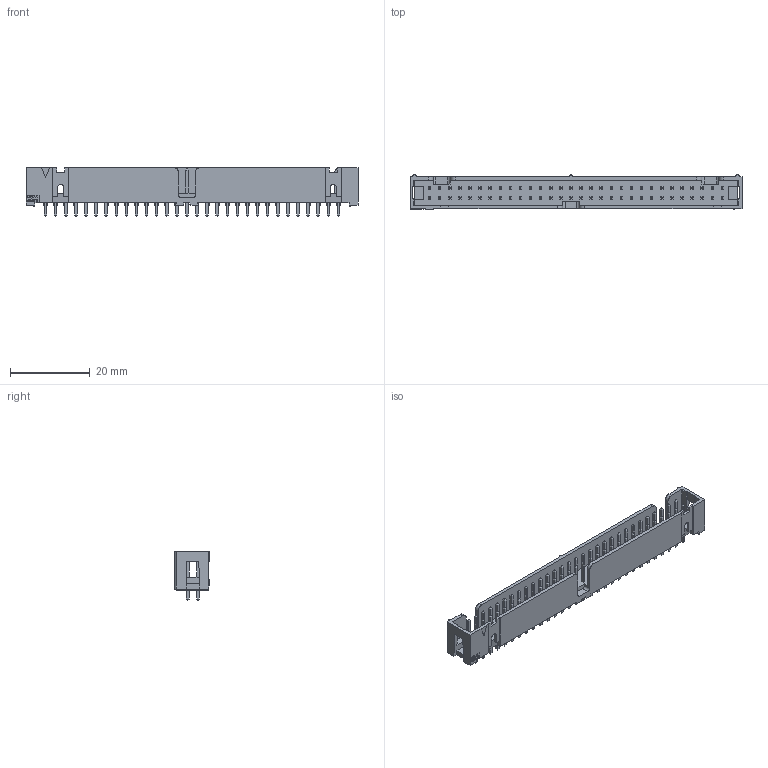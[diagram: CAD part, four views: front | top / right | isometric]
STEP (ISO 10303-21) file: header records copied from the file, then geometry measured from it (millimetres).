
FILE_DESCRIPTION((''),'2;1');
FILE_NAME('3M_2560-6002RB.stp','2008-05-14T18:52:23',(''),(''),'Mechanical Desktop 2008','Mechanical Desktop 2008',', , ');
FILE_SCHEMA(('AUTOMOTIVE_DESIGN { 1 2 10303 214 1 1 1 1 }'));
Length unit declared in the file: millimetre
Products named in the file (1): Product
Bounding box: 83.52 x 8.64 x 12.24 mm (x, y, z)
Volume: 2722 mm3; surface area: 5570.1 mm2
Topology: 121 solids, 121 shells, 1508 faces, 3298 edges, 2058 vertices
Faces by surface type: plane 1085, bspline 364, cylinder 59
Entity records: 40814 total; most frequent: CARTESIAN_POINT 10813, ORIENTED_EDGE 6596, DIRECTION 4690, EDGE_CURVE 3298, VECTOR 2400, LINE 2400, VERTEX_POINT 2058, EDGE_LOOP 1542
